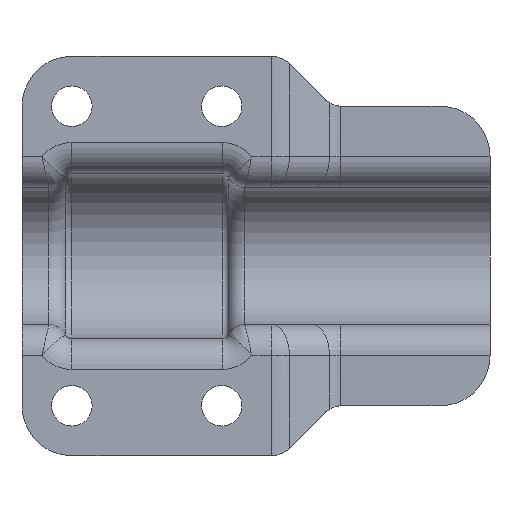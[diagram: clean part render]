
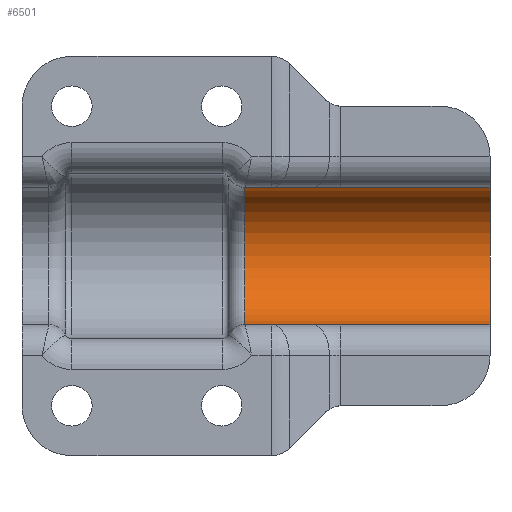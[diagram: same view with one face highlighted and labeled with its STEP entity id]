
A CAD part, front view. The second image highlights one B-rep face of the part: STEP entity #6501.
In plain terms, the highlighted cylindrical face has radius 17.475 mm (diameter 34.95 mm), a partial arc.
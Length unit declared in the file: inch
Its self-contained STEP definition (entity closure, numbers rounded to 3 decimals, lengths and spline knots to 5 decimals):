
#105=CYLINDRICAL_SURFACE('',#6948,0.688);
#213=CIRCLE('',#6927,0.688);
#223=CIRCLE('',#6949,0.688);
#834=FACE_OUTER_BOUND('',#1230,.T.);
#1230=EDGE_LOOP('',(#6054,#6055,#6056,#6057));
#1805=LINE('',#10779,#2477);
#1869=LINE('',#11320,#2541);
#2477=VECTOR('',#7995,0.3937);
#2541=VECTOR('',#8263,0.3937);
#3189=VERTEX_POINT('',#10776);
#3190=VERTEX_POINT('',#10778);
#3262=VERTEX_POINT('',#11317);
#3263=VERTEX_POINT('',#11319);
#4008=EDGE_CURVE('',#3189,#3190,#1805,.T.);
#4135=EDGE_CURVE('',#3263,#3262,#1869,.T.);
#4211=EDGE_CURVE('',#3263,#3189,#213,.T.);
#4224=EDGE_CURVE('',#3262,#3190,#223,.T.);
#6054=ORIENTED_EDGE('',*,*,#4135,.T.);
#6055=ORIENTED_EDGE('',*,*,#4224,.T.);
#6056=ORIENTED_EDGE('',*,*,#4008,.F.);
#6057=ORIENTED_EDGE('',*,*,#4211,.F.);
#6501=ADVANCED_FACE('',(#834),#105,.F.);
#6927=AXIS2_PLACEMENT_3D('',#11590,#8425,#8426);
#6948=AXIS2_PLACEMENT_3D('',#11616,#8470,#8471);
#6949=AXIS2_PLACEMENT_3D('',#11617,#8472,#8473);
#7995=DIRECTION('',(-1.,0.,0.));
#8263=DIRECTION('',(-1.,0.,0.));
#8425=DIRECTION('center_axis',(-1.,0.,0.));
#8426=DIRECTION('ref_axis',(0.,1.,0.));
#8470=DIRECTION('center_axis',(1.,0.,0.));
#8471=DIRECTION('ref_axis',(0.,1.,0.));
#8472=DIRECTION('center_axis',(-1.,0.,0.));
#8473=DIRECTION('ref_axis',(0.,1.,0.));
#10776=CARTESIAN_POINT('',(4.688,-0.8076,-0.688));
#10778=CARTESIAN_POINT('',(2.23205,-0.8076,-0.688));
#10779=CARTESIAN_POINT('',(4.688,-0.8076,-0.688));
#11317=CARTESIAN_POINT('',(2.23205,-0.8076,0.688));
#11319=CARTESIAN_POINT('',(4.688,-0.8076,0.688));
#11320=CARTESIAN_POINT('',(4.688,-0.8076,0.688));
#11590=CARTESIAN_POINT('Origin',(4.688,-0.8076,0.));
#11616=CARTESIAN_POINT('Origin',(3.46003,-0.8076,0.));
#11617=CARTESIAN_POINT('Origin',(2.23205,-0.8076,0.));
